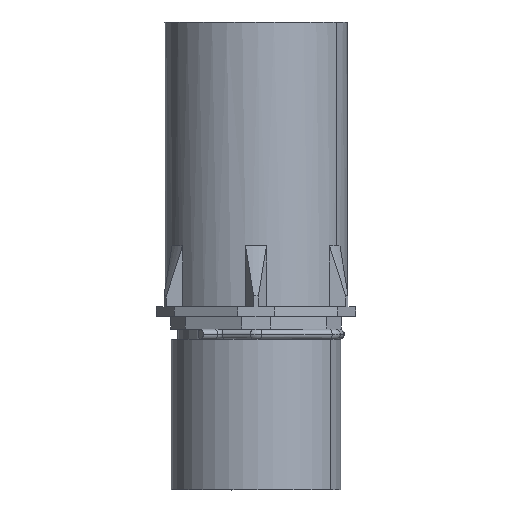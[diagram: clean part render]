
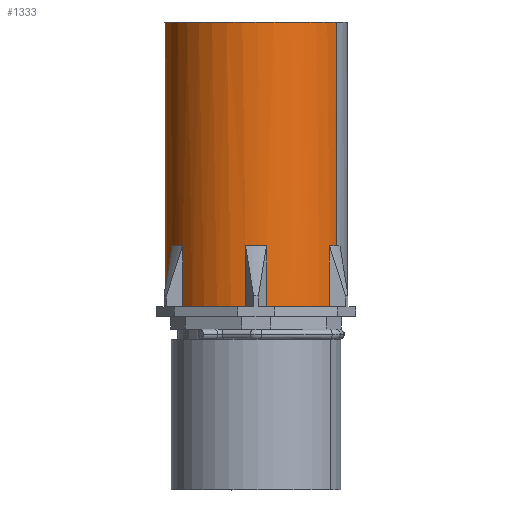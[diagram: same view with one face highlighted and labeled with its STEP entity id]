
A CAD part, front view. The second image highlights one B-rep face of the part: STEP entity #1333.
In plain terms, the highlighted cylindrical face has radius 18.75 mm (diameter 37.5 mm), a partial arc.
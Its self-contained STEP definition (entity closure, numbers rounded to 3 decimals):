
#1006=AXIS2_PLACEMENT_3D('Circle Axis2P3D',#1004,#1005,$) ;
#1224=AXIS2_PLACEMENT_3D('Cylinder Axis2P3D',#1221,#1222,#1223) ;
#1228=AXIS2_PLACEMENT_3D('Circle Axis2P3D',#1226,#1227,$) ;
#1242=AXIS2_PLACEMENT_3D('Circle Axis2P3D',#1240,#1241,$) ;
#1256=AXIS2_PLACEMENT_3D('Circle Axis2P3D',#1254,#1255,$) ;
#1270=AXIS2_PLACEMENT_3D('Circle Axis2P3D',#1268,#1269,$) ;
#1284=AXIS2_PLACEMENT_3D('Circle Axis2P3D',#1282,#1283,$) ;
#1298=AXIS2_PLACEMENT_3D('Circle Axis2P3D',#1296,#1297,$) ;
#1312=AXIS2_PLACEMENT_3D('Circle Axis2P3D',#1310,#1311,$) ;
#973=CARTESIAN_POINT('Vertex',(3.29,28.942,37.6)) ;
#1001=CARTESIAN_POINT('Vertex',(3.29,14.058,37.6)) ;
#1004=CARTESIAN_POINT('Axis2P3D Location',(20.5,21.5,37.6)) ;
#1030=CARTESIAN_POINT('Line Origine',(3.29,28.942,43.85)) ;
#1034=CARTESIAN_POINT('Vertex',(3.29,28.942,50.1)) ;
#1199=CARTESIAN_POINT('Line Origine',(3.29,14.058,43.85)) ;
#1203=CARTESIAN_POINT('Vertex',(3.29,14.058,50.1)) ;
#1221=CARTESIAN_POINT('Axis2P3D Location',(20.5,21.5,48.)) ;
#1226=CARTESIAN_POINT('Axis2P3D Location',(20.5,21.5,50.1)) ;
#1230=CARTESIAN_POINT('Vertex',(5.45,10.317,50.1)) ;
#1233=CARTESIAN_POINT('Line Origine',(5.45,10.317,48.)) ;
#1237=CARTESIAN_POINT('Vertex',(5.45,10.317,37.6)) ;
#1240=CARTESIAN_POINT('Axis2P3D Location',(20.5,21.5,37.6)) ;
#1244=CARTESIAN_POINT('Vertex',(18.34,2.875,37.6)) ;
#1247=CARTESIAN_POINT('Line Origine',(18.34,2.875,48.)) ;
#1251=CARTESIAN_POINT('Vertex',(18.34,2.875,50.1)) ;
#1254=CARTESIAN_POINT('Axis2P3D Location',(20.5,21.5,50.1)) ;
#1258=CARTESIAN_POINT('Vertex',(22.66,2.875,50.1)) ;
#1261=CARTESIAN_POINT('Line Origine',(22.66,2.875,48.)) ;
#1265=CARTESIAN_POINT('Vertex',(22.66,2.875,37.6)) ;
#1268=CARTESIAN_POINT('Axis2P3D Location',(20.5,21.5,37.6)) ;
#1272=CARTESIAN_POINT('Vertex',(35.55,10.317,37.6)) ;
#1275=CARTESIAN_POINT('Line Origine',(35.55,10.317,48.)) ;
#1279=CARTESIAN_POINT('Vertex',(35.55,10.317,50.1)) ;
#1282=CARTESIAN_POINT('Axis2P3D Location',(20.5,21.5,50.1)) ;
#1286=CARTESIAN_POINT('Vertex',(36.955,12.511,50.1)) ;
#1289=CARTESIAN_POINT('Line Origine',(36.955,12.511,48.)) ;
#1293=CARTESIAN_POINT('Vertex',(36.955,12.511,96.)) ;
#1296=CARTESIAN_POINT('Axis2P3D Location',(20.5,21.5,96.)) ;
#1300=CARTESIAN_POINT('Vertex',(4.045,30.489,96.)) ;
#1303=CARTESIAN_POINT('Line Origine',(4.045,30.489,48.)) ;
#1307=CARTESIAN_POINT('Vertex',(4.045,30.489,50.1)) ;
#1310=CARTESIAN_POINT('Axis2P3D Location',(20.5,21.5,50.1)) ;
#1005=DIRECTION('Axis2P3D Direction',(0.,0.,-1.)) ;
#1031=DIRECTION('Vector Direction',(0.,0.,1.)) ;
#1200=DIRECTION('Vector Direction',(0.,0.,1.)) ;
#1222=DIRECTION('Axis2P3D Direction',(0.,0.,-1.)) ;
#1223=DIRECTION('Axis2P3D XDirection',(0.878,-0.479,0.)) ;
#1227=DIRECTION('Axis2P3D Direction',(0.,0.,-1.)) ;
#1234=DIRECTION('Vector Direction',(0.,0.,-1.)) ;
#1241=DIRECTION('Axis2P3D Direction',(0.,0.,-1.)) ;
#1248=DIRECTION('Vector Direction',(0.,0.,-1.)) ;
#1255=DIRECTION('Axis2P3D Direction',(0.,0.,-1.)) ;
#1262=DIRECTION('Vector Direction',(0.,0.,-1.)) ;
#1269=DIRECTION('Axis2P3D Direction',(0.,0.,-1.)) ;
#1276=DIRECTION('Vector Direction',(0.,0.,-1.)) ;
#1283=DIRECTION('Axis2P3D Direction',(0.,0.,-1.)) ;
#1290=DIRECTION('Vector Direction',(0.,0.,-1.)) ;
#1297=DIRECTION('Axis2P3D Direction',(0.,0.,-1.)) ;
#1304=DIRECTION('Vector Direction',(0.,0.,-1.)) ;
#1311=DIRECTION('Axis2P3D Direction',(0.,0.,-1.)) ;
#1032=VECTOR('Line Direction',#1031,1.) ;
#1201=VECTOR('Line Direction',#1200,1.) ;
#1235=VECTOR('Line Direction',#1234,1.) ;
#1249=VECTOR('Line Direction',#1248,1.) ;
#1263=VECTOR('Line Direction',#1262,1.) ;
#1277=VECTOR('Line Direction',#1276,1.) ;
#1291=VECTOR('Line Direction',#1290,1.) ;
#1305=VECTOR('Line Direction',#1304,1.) ;
#1316=ORIENTED_EDGE('',*,*,#1232,.T.) ;
#1317=ORIENTED_EDGE('',*,*,#1239,.F.) ;
#1318=ORIENTED_EDGE('',*,*,#1246,.F.) ;
#1319=ORIENTED_EDGE('',*,*,#1253,.T.) ;
#1320=ORIENTED_EDGE('',*,*,#1260,.T.) ;
#1321=ORIENTED_EDGE('',*,*,#1267,.F.) ;
#1322=ORIENTED_EDGE('',*,*,#1274,.F.) ;
#1323=ORIENTED_EDGE('',*,*,#1281,.T.) ;
#1324=ORIENTED_EDGE('',*,*,#1288,.T.) ;
#1325=ORIENTED_EDGE('',*,*,#1295,.T.) ;
#1326=ORIENTED_EDGE('',*,*,#1302,.T.) ;
#1327=ORIENTED_EDGE('',*,*,#1309,.F.) ;
#1328=ORIENTED_EDGE('',*,*,#1314,.T.) ;
#1329=ORIENTED_EDGE('',*,*,#1036,.F.) ;
#1330=ORIENTED_EDGE('',*,*,#1008,.F.) ;
#1331=ORIENTED_EDGE('',*,*,#1205,.T.) ;
#1333=ADVANCED_FACE('Hauptk\X2\00F6\X0\rper.2',(#1332),#1225,.T.) ;
#1007=CIRCLE('generated circle',#1006,18.75) ;
#1229=CIRCLE('generated circle',#1228,18.75) ;
#1243=CIRCLE('generated circle',#1242,18.75) ;
#1257=CIRCLE('generated circle',#1256,18.75) ;
#1271=CIRCLE('generated circle',#1270,18.75) ;
#1285=CIRCLE('generated circle',#1284,18.75) ;
#1299=CIRCLE('generated circle',#1298,18.75) ;
#1313=CIRCLE('generated circle',#1312,18.75) ;
#1225=CYLINDRICAL_SURFACE('generated cylinder',#1224,18.75) ;
#1008=EDGE_CURVE('',#1002,#974,#1007,.T.) ;
#1036=EDGE_CURVE('',#974,#1035,#1033,.T.) ;
#1205=EDGE_CURVE('',#1002,#1204,#1202,.T.) ;
#1232=EDGE_CURVE('',#1204,#1231,#1229,.F.) ;
#1239=EDGE_CURVE('',#1238,#1231,#1236,.F.) ;
#1246=EDGE_CURVE('',#1245,#1238,#1243,.T.) ;
#1253=EDGE_CURVE('',#1245,#1252,#1250,.F.) ;
#1260=EDGE_CURVE('',#1252,#1259,#1257,.F.) ;
#1267=EDGE_CURVE('',#1266,#1259,#1264,.F.) ;
#1274=EDGE_CURVE('',#1273,#1266,#1271,.T.) ;
#1281=EDGE_CURVE('',#1273,#1280,#1278,.F.) ;
#1288=EDGE_CURVE('',#1280,#1287,#1285,.F.) ;
#1295=EDGE_CURVE('',#1287,#1294,#1292,.F.) ;
#1302=EDGE_CURVE('',#1294,#1301,#1299,.T.) ;
#1309=EDGE_CURVE('',#1308,#1301,#1306,.F.) ;
#1314=EDGE_CURVE('',#1308,#1035,#1313,.F.) ;
#1315=EDGE_LOOP('',(#1316,#1317,#1318,#1319,#1320,#1321,#1322,#1323,#1324,#1325,#1326,#1327,#1328,#1329,#1330,#1331)) ;
#1332=FACE_OUTER_BOUND('',#1315,.T.) ;
#1033=LINE('Line',#1030,#1032) ;
#1202=LINE('Line',#1199,#1201) ;
#1236=LINE('Line',#1233,#1235) ;
#1250=LINE('Line',#1247,#1249) ;
#1264=LINE('Line',#1261,#1263) ;
#1278=LINE('Line',#1275,#1277) ;
#1292=LINE('Line',#1289,#1291) ;
#1306=LINE('Line',#1303,#1305) ;
#974=VERTEX_POINT('',#973) ;
#1002=VERTEX_POINT('',#1001) ;
#1035=VERTEX_POINT('',#1034) ;
#1204=VERTEX_POINT('',#1203) ;
#1231=VERTEX_POINT('',#1230) ;
#1238=VERTEX_POINT('',#1237) ;
#1245=VERTEX_POINT('',#1244) ;
#1252=VERTEX_POINT('',#1251) ;
#1259=VERTEX_POINT('',#1258) ;
#1266=VERTEX_POINT('',#1265) ;
#1273=VERTEX_POINT('',#1272) ;
#1280=VERTEX_POINT('',#1279) ;
#1287=VERTEX_POINT('',#1286) ;
#1294=VERTEX_POINT('',#1293) ;
#1301=VERTEX_POINT('',#1300) ;
#1308=VERTEX_POINT('',#1307) ;
